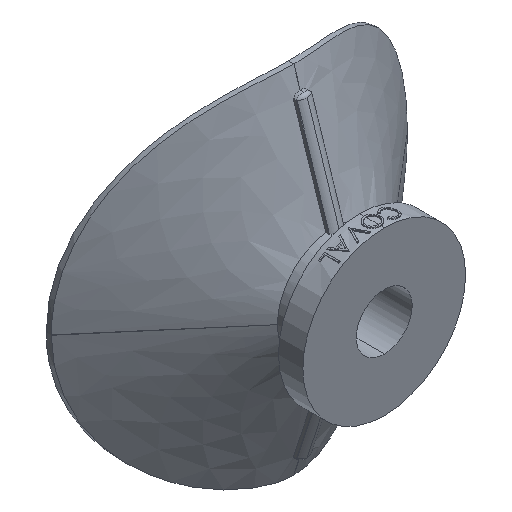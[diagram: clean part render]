
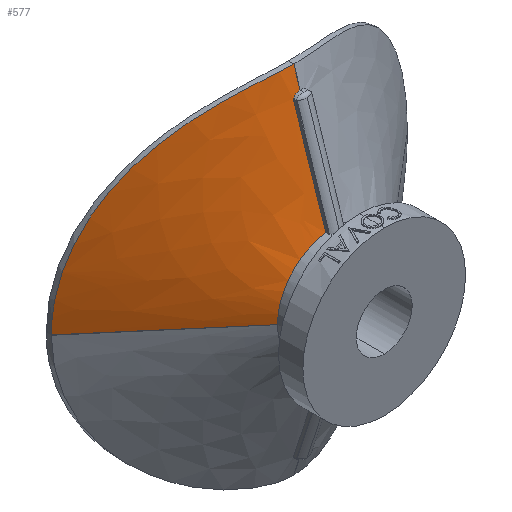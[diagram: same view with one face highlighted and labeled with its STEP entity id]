
A CAD part, isometric view. The second image highlights one B-rep face of the part: STEP entity #577.
In plain terms, the highlighted free-form (B-spline) face has degree [3, 3] with [7, 4] control points.
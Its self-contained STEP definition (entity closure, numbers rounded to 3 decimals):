
#577=ADVANCED_FACE('',(#1176),#1177,.T.);
#1176=FACE_OUTER_BOUND('',#9427,.T.);
#1177=B_SPLINE_SURFACE_WITH_KNOTS('',3,3,((#9428,#9429,#9430,#9431),(#9432,#9433,#9434,#9435),(#9436,#9437,#9438,#9439),(#9440,#9441,#9442,#9443),(#9444,#9445,#9446,#9447),(#9448,#9449,#9450,#9451),(#9452,#9453,#9454,#9455)),.UNSPECIFIED.,.F.,.F.,.F.,(4,1,1,1,4),(4,4),(0.001,0.071,0.188,0.305,0.422),(0.0,1.0),.UNSPECIFIED.);
#9427=EDGE_LOOP('',(#10990,#10991,#10992,#10993,#10994,#10995,#10996));
#9428=CARTESIAN_POINT('',(-18.98,16.489,0.0));
#9429=CARTESIAN_POINT('',(-18.879,16.445,9.45));
#9430=CARTESIAN_POINT('',(-6.883,9.205,18.547));
#9431=CARTESIAN_POINT('',(0.0,9.224,18.531));
#9432=CARTESIAN_POINT('',(-18.237,15.856,0.0));
#9433=CARTESIAN_POINT('',(-18.141,15.813,9.096));
#9434=CARTESIAN_POINT('',(-6.671,8.973,17.827));
#9435=CARTESIAN_POINT('',(0.0,8.991,17.812));
#9436=CARTESIAN_POINT('',(-16.243,14.157,0.0));
#9437=CARTESIAN_POINT('',(-16.163,14.121,8.148));
#9438=CARTESIAN_POINT('',(-6.102,8.351,15.898));
#9439=CARTESIAN_POINT('',(0.0,8.366,15.885));
#9440=CARTESIAN_POINT('',(-13.0,11.392,0.0));
#9441=CARTESIAN_POINT('',(-12.944,11.367,6.604));
#9442=CARTESIAN_POINT('',(-5.176,7.339,12.759));
#9443=CARTESIAN_POINT('',(0.0,7.35,12.75));
#9444=CARTESIAN_POINT('',(-9.25,8.196,0.0));
#9445=CARTESIAN_POINT('',(-9.222,8.184,4.82));
#9446=CARTESIAN_POINT('',(-4.106,6.17,9.129));
#9447=CARTESIAN_POINT('',(0.0,6.175,9.125));
#9448=CARTESIAN_POINT('',(-6.75,6.065,0.0));
#9449=CARTESIAN_POINT('',(-6.741,6.061,3.63));
#9450=CARTESIAN_POINT('',(-3.392,5.39,6.71));
#9451=CARTESIAN_POINT('',(0.0,5.392,6.708));
#9452=CARTESIAN_POINT('',(-5.5,5.0,0.0));
#9453=CARTESIAN_POINT('',(-5.5,5.0,3.036));
#9454=CARTESIAN_POINT('',(-3.036,5.0,5.5));
#9455=CARTESIAN_POINT('',(0.0,5.0,5.5));
#10990=ORIENTED_EDGE('',*,*,#11502,.F.);
#10991=ORIENTED_EDGE('',*,*,#11491,.T.);
#10992=ORIENTED_EDGE('',*,*,#11472,.T.);
#10993=ORIENTED_EDGE('',*,*,#11710,.T.);
#10994=ORIENTED_EDGE('',*,*,#11595,.T.);
#10995=ORIENTED_EDGE('',*,*,#11614,.T.);
#10996=ORIENTED_EDGE('',*,*,#11713,.T.);
#11472=EDGE_CURVE('',#12422,#12420,#12423,.T.);
#11491=EDGE_CURVE('',#12449,#12422,#12450,.T.);
#11502=EDGE_CURVE('',#12449,#12463,#12464,.T.);
#11595=EDGE_CURVE('',#12068,#12575,#12577,.T.);
#11614=EDGE_CURVE('',#12575,#12603,#12604,.T.);
#11710=EDGE_CURVE('',#12420,#12068,#12712,.T.);
#11713=EDGE_CURVE('',#12603,#12463,#12715,.T.);
#12068=VERTEX_POINT('',#14812);
#12420=VERTEX_POINT('',#16344);
#12422=VERTEX_POINT('',#16351);
#12423=B_SPLINE_CURVE_WITH_KNOTS('',3,(#16352,#16353,#16354,#16355,#16356,#16357,#16358,#16359,#16360,#16361),.UNSPECIFIED.,.F.,.F.,(4,2,2,2,4),(-0.078,-0.058,-0.039,-0.019,-0.0),.UNSPECIFIED.);
#12449=VERTEX_POINT('',#16444);
#12450=B_SPLINE_CURVE_WITH_KNOTS('',3,(#16445,#16446,#16447,#16448),.UNSPECIFIED.,.F.,.F.,(4,4),(0.,0.),.UNSPECIFIED.);
#12463=VERTEX_POINT('',#16465);
#12464=B_SPLINE_CURVE_WITH_KNOTS('',3,(#16466,#16467,#16468,#16469,#16470,#16471),.UNSPECIFIED.,.F.,.F.,(4,2,4),(0.0,0.442,0.778),.UNSPECIFIED.);
#12575=VERTEX_POINT('',#17717);
#12577=B_SPLINE_CURVE_WITH_KNOTS('',3,(#17719,#17720,#17721,#17722,#17723,#17724,#17725,#17726,#17727,#17728,#17729,#17730,#17731,#17732),.UNSPECIFIED.,.F.,.F.,(4,2,2,2,2,2,4),(0.0,0.288,0.575,1.031,1.45,1.676,1.897),.UNSPECIFIED.);
#12603=VERTEX_POINT('',#17800);
#12604=B_SPLINE_CURVE_WITH_KNOTS('',3,(#17801,#17802,#17803,#17804,#17805,#17806,#17807,#17808,#17809,#17810,#17811,#17812,#17813),.UNSPECIFIED.,.F.,.F.,(4,3,3,3,4),(0.004,0.007,0.014,0.019,0.02),.UNSPECIFIED.);
#12712=B_SPLINE_CURVE_WITH_KNOTS('',3,(#19311,#19312,#19313,#19314),.UNSPECIFIED.,.F.,.F.,(4,4),(0.01,0.012),.UNSPECIFIED.);
#12715=B_SPLINE_CURVE_WITH_KNOTS('',3,(#19322,#19323,#19324,#19325),.UNSPECIFIED.,.F.,.F.,(4,4),(0.0,1.0),.UNSPECIFIED.);
#14812=CARTESIAN_POINT('',(0.,8.89,17.5));
#16344=CARTESIAN_POINT('',(-0.009,8.269,15.586));
#16351=CARTESIAN_POINT('',(-0.707,8.207,15.293));
#16352=CARTESIAN_POINT('',(-0.707,8.207,15.293));
#16353=CARTESIAN_POINT('',(-0.661,8.218,15.339));
#16354=CARTESIAN_POINT('',(-0.611,8.227,15.38));
#16355=CARTESIAN_POINT('',(-0.504,8.242,15.452));
#16356=CARTESIAN_POINT('',(-0.447,8.248,15.482));
#16357=CARTESIAN_POINT('',(-0.327,8.259,15.533));
#16358=CARTESIAN_POINT('',(-0.263,8.263,15.553));
#16359=CARTESIAN_POINT('',(-0.136,8.268,15.579));
#16360=CARTESIAN_POINT('',(-0.072,8.269,15.585));
#16361=CARTESIAN_POINT('',(-0.009,8.269,15.586));
#16444=CARTESIAN_POINT('',(-0.75,8.197,15.25));
#16445=CARTESIAN_POINT('',(-0.75,8.197,15.25));
#16446=CARTESIAN_POINT('',(-0.736,8.201,15.264));
#16447=CARTESIAN_POINT('',(-0.721,8.204,15.279));
#16448=CARTESIAN_POINT('',(-0.707,8.207,15.293));
#16465=CARTESIAN_POINT('',(-0.75,5.0,5.449));
#16466=CARTESIAN_POINT('',(-0.75,8.197,15.25));
#16467=CARTESIAN_POINT('',(-0.75,7.743,13.848));
#16468=CARTESIAN_POINT('',(-0.75,7.114,11.906));
#16469=CARTESIAN_POINT('',(-0.75,6.223,9.163));
#16470=CARTESIAN_POINT('',(-0.75,5.501,6.948));
#16471=CARTESIAN_POINT('',(-0.75,5.0,5.449));
#17717=CARTESIAN_POINT('',(-17.5,15.228,0.018));
#17719=CARTESIAN_POINT('',(0.0,8.89,17.5));
#17720=CARTESIAN_POINT('',(-0.96,8.887,17.5));
#17721=CARTESIAN_POINT('',(-2.03,9.059,17.421));
#17722=CARTESIAN_POINT('',(-4.309,9.646,17.001));
#17723=CARTESIAN_POINT('',(-5.502,10.054,16.664));
#17724=CARTESIAN_POINT('',(-8.646,11.266,15.358));
#17725=CARTESIAN_POINT('',(-10.554,12.13,14.159));
#17726=CARTESIAN_POINT('',(-13.801,13.613,10.978));
#17727=CARTESIAN_POINT('',(-15.082,14.203,9.157));
#17728=CARTESIAN_POINT('',(-16.491,14.821,5.982));
#17729=CARTESIAN_POINT('',(-16.871,14.981,4.812));
#17730=CARTESIAN_POINT('',(-17.373,15.185,2.427));
#17731=CARTESIAN_POINT('',(-17.499,15.232,1.224));
#17732=CARTESIAN_POINT('',(-17.5,15.228,0.018));
#17800=CARTESIAN_POINT('',(-5.5,5.0,0.0));
#17801=CARTESIAN_POINT('',(-17.5,15.228,0.018));
#17802=CARTESIAN_POINT('',(-16.691,14.538,0.018));
#17803=CARTESIAN_POINT('',(-15.882,13.848,0.017));
#17804=CARTESIAN_POINT('',(-15.072,13.159,0.017));
#17805=CARTESIAN_POINT('',(-13.263,11.617,0.016));
#17806=CARTESIAN_POINT('',(-11.454,10.075,0.015));
#17807=CARTESIAN_POINT('',(-9.645,8.533,0.013));
#17808=CARTESIAN_POINT('',(-8.492,7.55,0.011));
#17809=CARTESIAN_POINT('',(-7.338,6.567,0.01));
#17810=CARTESIAN_POINT('',(-6.185,5.584,0.005));
#17811=CARTESIAN_POINT('',(-5.957,5.389,0.003));
#17812=CARTESIAN_POINT('',(-5.728,5.195,0.002));
#17813=CARTESIAN_POINT('',(-5.5,5.0,0.0));
#19311=CARTESIAN_POINT('',(-0.009,8.269,15.586));
#19312=CARTESIAN_POINT('',(-0.009,8.476,16.224));
#19313=CARTESIAN_POINT('',(-0.009,8.683,16.862));
#19314=CARTESIAN_POINT('',(-0.01,8.89,17.5));
#19322=CARTESIAN_POINT('',(-5.5,5.0,0.0));
#19323=CARTESIAN_POINT('',(-5.5,5.0,2.781));
#19324=CARTESIAN_POINT('',(-3.431,5.0,5.083));
#19325=CARTESIAN_POINT('',(-0.75,5.0,5.449));
